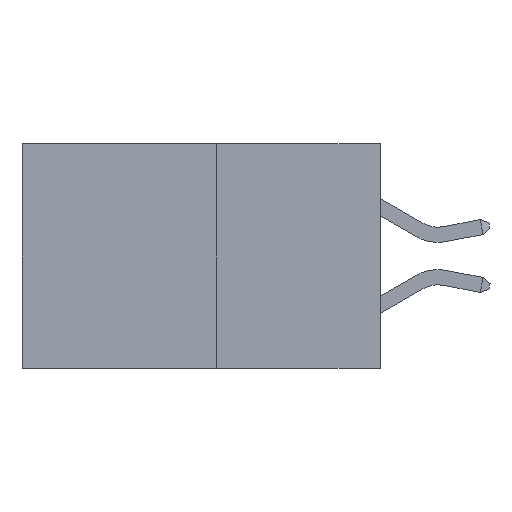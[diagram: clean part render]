
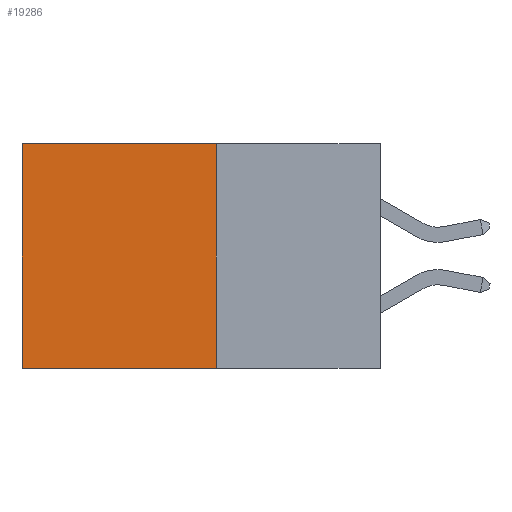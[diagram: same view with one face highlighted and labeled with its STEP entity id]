
A CAD part, left-side view. The second image highlights one B-rep face of the part: STEP entity #19286.
In plain terms, the highlighted planar face has unit normal (-1, 0, 0).
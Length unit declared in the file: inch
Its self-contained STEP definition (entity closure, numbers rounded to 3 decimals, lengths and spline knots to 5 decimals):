
#179 = DIRECTION ( 'NONE',  ( 0., 1., 0. ) ) ;
#2184 = CARTESIAN_POINT ( 'NONE',  ( 0.277, 0.59, 0. ) ) ;
#3879 = LINE ( 'NONE', #7973, #24860 ) ;
#4330 = DIRECTION ( 'NONE',  ( 0., 0., -1. ) ) ;
#4522 = CARTESIAN_POINT ( 'NONE',  ( 0.277, 0.27, -0.37 ) ) ;
#4576 = FACE_OUTER_BOUND ( 'NONE', #9586, .T. ) ;
#5341 = LINE ( 'NONE', #25186, #14951 ) ;
#6004 = ORIENTED_EDGE ( 'NONE', *, *, #14861, .F. ) ;
#6395 = CARTESIAN_POINT ( 'NONE',  ( 0.277, 0.27, -0.37 ) ) ;
#7921 = VERTEX_POINT ( 'NONE', #9015 ) ;
#7973 = CARTESIAN_POINT ( 'NONE',  ( 0.277, 0.59, -0.37 ) ) ;
#9015 = CARTESIAN_POINT ( 'NONE',  ( 0.277, 0.27, 0. ) ) ;
#9020 = EDGE_CURVE ( 'NONE', #12148, #14161, #3879, .T. ) ;
#9150 = VECTOR ( 'NONE', #4330, 39.37008 ) ;
#9586 = EDGE_LOOP ( 'NONE', ( #16112, #17547, #6004, #14241 ) ) ;
#10105 = VECTOR ( 'NONE', #179, 39.37008 ) ;
#10440 = LINE ( 'NONE', #14402, #9150 ) ;
#10501 = DIRECTION ( 'NONE',  ( 0., 0., -1. ) ) ;
#11386 = LINE ( 'NONE', #24505, #10105 ) ;
#11722 = EDGE_CURVE ( 'NONE', #20440, #14161, #5341, .T. ) ;
#12148 = VERTEX_POINT ( 'NONE', #2184 ) ;
#12385 = AXIS2_PLACEMENT_3D ( 'NONE', #6395, #22651, #10501 ) ;
#14141 = DIRECTION ( 'NONE',  ( 0., 0., -1. ) ) ;
#14161 = VERTEX_POINT ( 'NONE', #20543 ) ;
#14241 = ORIENTED_EDGE ( 'NONE', *, *, #25676, .T. ) ;
#14402 = CARTESIAN_POINT ( 'NONE',  ( 0.277, 0.27, -0.37 ) ) ;
#14861 = EDGE_CURVE ( 'NONE', #7921, #20440, #10440, .T. ) ;
#14951 = VECTOR ( 'NONE', #17154, 39.37008 ) ;
#16112 = ORIENTED_EDGE ( 'NONE', *, *, #9020, .T. ) ;
#17154 = DIRECTION ( 'NONE',  ( 0., 1., 0. ) ) ;
#17547 = ORIENTED_EDGE ( 'NONE', *, *, #11722, .F. ) ;
#18586 = PLANE ( 'NONE',  #12385 ) ;
#19286 = ADVANCED_FACE ( 'NONE', ( #4576 ), #18586, .F. ) ;
#20440 = VERTEX_POINT ( 'NONE', #4522 ) ;
#20543 = CARTESIAN_POINT ( 'NONE',  ( 0.277, 0.59, -0.37 ) ) ;
#22651 = DIRECTION ( 'NONE',  ( 1., 0., 0. ) ) ;
#24505 = CARTESIAN_POINT ( 'NONE',  ( 0.277, 0.27, 0. ) ) ;
#24860 = VECTOR ( 'NONE', #14141, 39.37008 ) ;
#25186 = CARTESIAN_POINT ( 'NONE',  ( 0.277, 0.27, -0.37 ) ) ;
#25676 = EDGE_CURVE ( 'NONE', #7921, #12148, #11386, .T. ) ;
